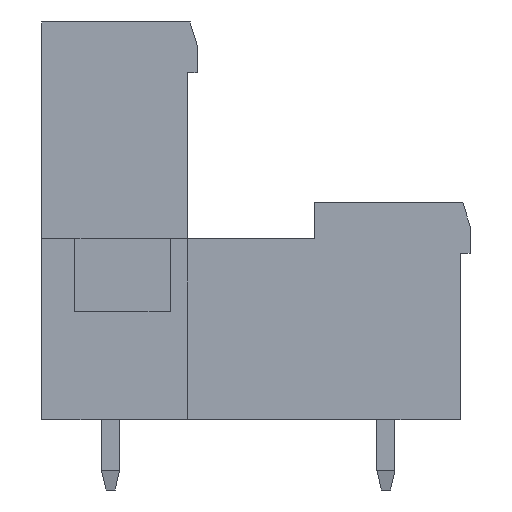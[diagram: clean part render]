
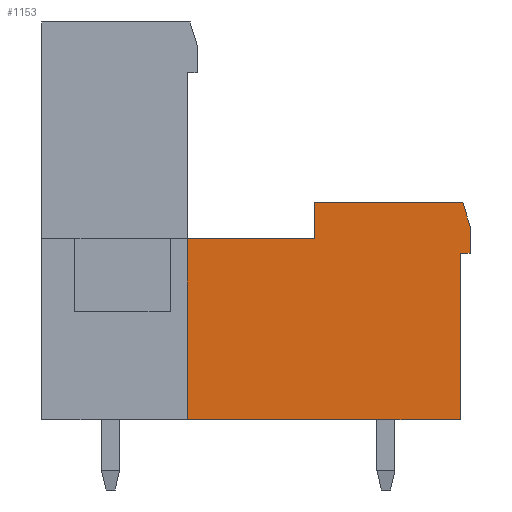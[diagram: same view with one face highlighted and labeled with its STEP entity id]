
A CAD part, left-side view. The second image highlights one B-rep face of the part: STEP entity #1153.
In plain terms, the highlighted planar face has unit normal (-1, 0, 0).
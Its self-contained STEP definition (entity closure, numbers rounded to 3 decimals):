
#1153 = ADVANCED_FACE( '', ( #2463 ), #2464, .F. );
#2463 = FACE_OUTER_BOUND( '', #3971, .T. );
#2464 = PLANE( '', #3972 );
#3971 = EDGE_LOOP( '', ( #7101, #7102, #7103, #7104, #7105, #7106, #7107, #7108, #7109 ) );
#3972 = AXIS2_PLACEMENT_3D( '', #7110, #7111, #7112 );
#7101 = ORIENTED_EDGE( '', *, *, #9565, .F. );
#7102 = ORIENTED_EDGE( '', *, *, #10681, .T. );
#7103 = ORIENTED_EDGE( '', *, *, #10682, .F. );
#7104 = ORIENTED_EDGE( '', *, *, #9947, .F. );
#7105 = ORIENTED_EDGE( '', *, *, #10518, .F. );
#7106 = ORIENTED_EDGE( '', *, *, #10683, .F. );
#7107 = ORIENTED_EDGE( '', *, *, #9855, .T. );
#7108 = ORIENTED_EDGE( '', *, *, #10662, .T. );
#7109 = ORIENTED_EDGE( '', *, *, #10478, .T. );
#7110 = CARTESIAN_POINT( '', ( -13.7, -4.3, 1. ) );
#7111 = DIRECTION( '', ( 1., 0., 0. ) );
#7112 = DIRECTION( '', ( 0., 0., -1. ) );
#9565 = EDGE_CURVE( '', #11590, #11592, #11593, .T. );
#9855 = EDGE_CURVE( '', #12085, #12083, #12086, .T. );
#9947 = EDGE_CURVE( '', #12242, #12244, #12245, .T. );
#10478 = EDGE_CURVE( '', #13072, #11592, #13073, .T. );
#10518 = EDGE_CURVE( '', #13132, #12242, #13134, .T. );
#10662 = EDGE_CURVE( '', #12083, #13072, #13346, .T. );
#10681 = EDGE_CURVE( '', #11590, #13370, #13371, .T. );
#10682 = EDGE_CURVE( '', #12244, #13370, #13372, .T. );
#10683 = EDGE_CURVE( '', #12085, #13132, #13373, .T. );
#11590 = VERTEX_POINT( '', #14516 );
#11592 = VERTEX_POINT( '', #14519 );
#11593 = LINE( '', #14520, #14521 );
#12083 = VERTEX_POINT( '', #15224 );
#12085 = VERTEX_POINT( '', #15227 );
#12086 = LINE( '', #15228, #15229 );
#12242 = VERTEX_POINT( '', #15459 );
#12244 = VERTEX_POINT( '', #15462 );
#12245 = LINE( '', #15463, #15464 );
#13072 = VERTEX_POINT( '', #16648 );
#13073 = LINE( '', #16649, #16650 );
#13132 = VERTEX_POINT( '', #16735 );
#13134 = LINE( '', #16738, #16739 );
#13346 = LINE( '', #17065, #17066 );
#13370 = VERTEX_POINT( '', #17102 );
#13371 = LINE( '', #17103, #17104 );
#13372 = LINE( '', #17105, #17106 );
#13373 = LINE( '', #17107, #17108 );
#14516 = CARTESIAN_POINT( '', ( -13.7, -19.4, -0.3 ) );
#14519 = CARTESIAN_POINT( '', ( -13.7, -19.4, -1.8 ) );
#14520 = CARTESIAN_POINT( '', ( -13.7, -19.4, 1. ) );
#14521 = VECTOR( '', #18206, 1000. );
#15224 = CARTESIAN_POINT( '', ( -13.7, -18.85, -11. ) );
#15227 = CARTESIAN_POINT( '', ( -13.7, -3.75, -11. ) );
#15228 = CARTESIAN_POINT( '', ( -13.7, -4.3, -11. ) );
#15229 = VECTOR( '', #18490, 1000. );
#15459 = CARTESIAN_POINT( '', ( -13.7, -10.8, -1. ) );
#15462 = CARTESIAN_POINT( '', ( -13.7, -10.8, 1. ) );
#15463 = CARTESIAN_POINT( '', ( -13.7, -10.8, 1. ) );
#15464 = VECTOR( '', #18581, 1000. );
#16648 = CARTESIAN_POINT( '', ( -13.7, -18.85, -1.8 ) );
#16649 = CARTESIAN_POINT( '', ( -13.7, -18.85, -1.8 ) );
#16650 = VECTOR( '', #19110, 1000. );
#16735 = CARTESIAN_POINT( '', ( -13.7, -3.75, -1. ) );
#16738 = CARTESIAN_POINT( '', ( -13.7, -4.3, -1. ) );
#16739 = VECTOR( '', #19144, 1000. );
#17065 = CARTESIAN_POINT( '', ( -13.7, -18.85, -11. ) );
#17066 = VECTOR( '', #19274, 1000. );
#17102 = CARTESIAN_POINT( '', ( -13.7, -19., 1. ) );
#17103 = CARTESIAN_POINT( '', ( -13.7, -19., 1. ) );
#17104 = VECTOR( '', #19287, 1000. );
#17105 = CARTESIAN_POINT( '', ( -13.7, -4.3, 1. ) );
#17106 = VECTOR( '', #19288, 1000. );
#17107 = CARTESIAN_POINT( '', ( -13.7, -3.75, -48.667 ) );
#17108 = VECTOR( '', #19289, 1000. );
#18206 = DIRECTION( '', ( 0., 0., -1. ) );
#18490 = DIRECTION( '', ( 0., -1., 0. ) );
#18581 = DIRECTION( '', ( 0., 0., 1. ) );
#19110 = DIRECTION( '', ( 0., -1., 0. ) );
#19144 = DIRECTION( '', ( 0., -1., 0. ) );
#19274 = DIRECTION( '', ( 0., 0., 1. ) );
#19287 = DIRECTION( '', ( 0., 0.294, 0.956 ) );
#19288 = DIRECTION( '', ( 0., -1., 0. ) );
#19289 = DIRECTION( '', ( 0., 0., 1. ) );
